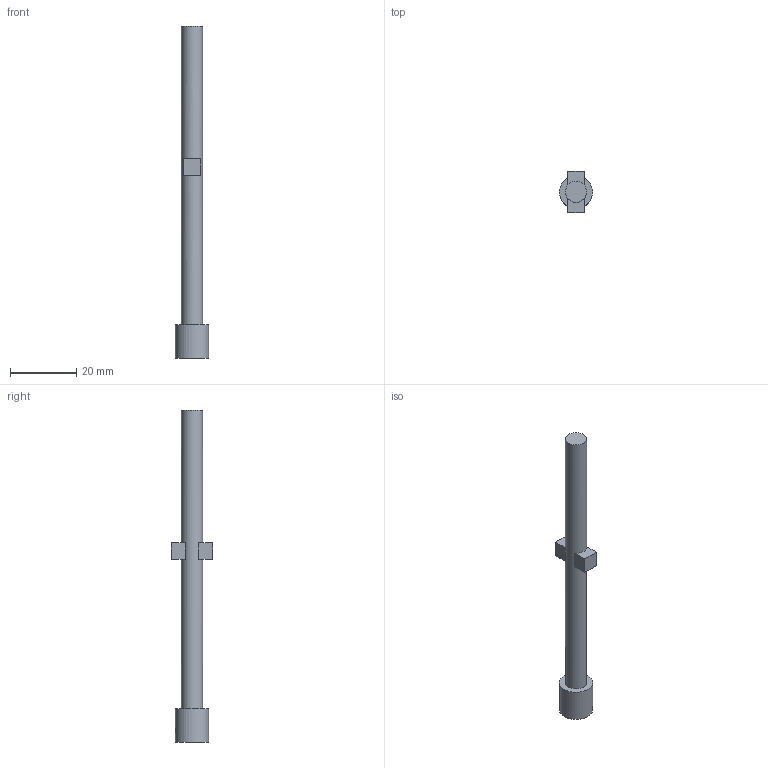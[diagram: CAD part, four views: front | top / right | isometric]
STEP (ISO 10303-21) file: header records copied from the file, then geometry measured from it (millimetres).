
FILE_DESCRIPTION(/* description */ (''),/* implementation_level */ '2;1');
FILE_NAME(/* name */ 'Rotation.stp',/* time_stamp */ '2019-08-15T14:07:32+02:00',/* author */ ('aal_9'),/* organization */ (''),/* preprocessor_version */ 'ST-DEVELOPER v16.13',/* originating_system */ 'Autodesk Inventor 2018',/* authorisation */ '');
FILE_SCHEMA (('AUTOMOTIVE_DESIGN { 1 0 10303 214 3 1 1 }'));
Length unit declared in the file: millimetre
Products named in the file (1): Rotation
Bounding box: 10 x 12.4 x 100 mm (x, y, z)
Volume: 3700.8 mm3; surface area: 2560.5 mm2
Topology: 1 solids, 1 shells, 19 faces, 41 edges, 28 vertices
Faces by surface type: plane 15, cylinder 4
Full cylindrical faces by diameter (mm): 1.6 x1, 6.4 x1, 10 x1
Entity records: 572 total; most frequent: CARTESIAN_POINT 119, DIRECTION 86, ORIENTED_EDGE 74, EDGE_CURVE 37, AXIS2_PLACEMENT_3D 31, EDGE_LOOP 28, VERTEX_POINT 27, LINE 24
